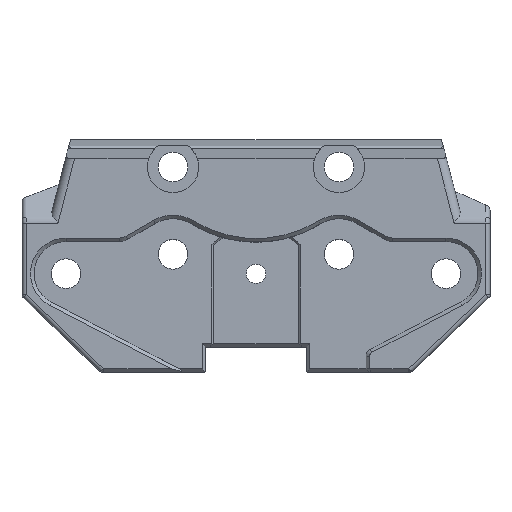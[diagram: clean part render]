
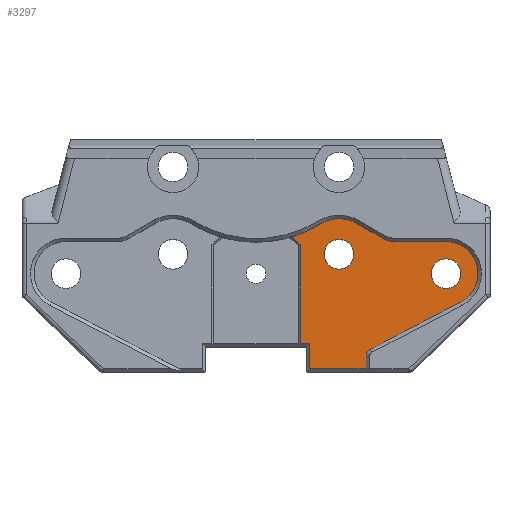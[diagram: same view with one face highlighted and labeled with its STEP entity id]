
A CAD part, top view. The second image highlights one B-rep face of the part: STEP entity #3297.
In plain terms, the highlighted planar face has unit normal (0, 0, 1).
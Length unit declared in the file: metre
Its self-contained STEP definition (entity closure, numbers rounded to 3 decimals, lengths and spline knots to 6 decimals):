
#155=CIRCLE('',#3517,0.0017);
#164=CIRCLE('',#3530,0.0017);
#168=CIRCLE('',#3566,0.0009);
#169=CIRCLE('',#3567,0.003675);
#170=CIRCLE('',#3568,0.002);
#171=CIRCLE('',#3569,0.004075);
#172=CIRCLE('',#3570,0.014033);
#173=CIRCLE('',#3571,0.007271);
#554=ORIENTED_EDGE('',*,*,#1302,.F.);
#555=ORIENTED_EDGE('',*,*,#1334,.T.);
#556=ORIENTED_EDGE('',*,*,#1385,.T.);
#557=ORIENTED_EDGE('',*,*,#1386,.T.);
#558=ORIENTED_EDGE('',*,*,#1387,.T.);
#559=ORIENTED_EDGE('',*,*,#1388,.T.);
#560=ORIENTED_EDGE('',*,*,#1389,.F.);
#561=ORIENTED_EDGE('',*,*,#1390,.F.);
#562=ORIENTED_EDGE('',*,*,#1391,.F.);
#563=ORIENTED_EDGE('',*,*,#1392,.T.);
#564=ORIENTED_EDGE('',*,*,#1393,.F.);
#565=ORIENTED_EDGE('',*,*,#1394,.T.);
#566=ORIENTED_EDGE('',*,*,#1395,.T.);
#567=ORIENTED_EDGE('',*,*,#1396,.T.);
#568=ORIENTED_EDGE('',*,*,#1397,.F.);
#569=ORIENTED_EDGE('',*,*,#1398,.T.);
#1302=EDGE_CURVE('',#1755,#1755,#155,.T.);
#1334=EDGE_CURVE('',#1786,#1786,#164,.T.);
#1385=EDGE_CURVE('',#1809,#1810,#2109,.T.);
#1386=EDGE_CURVE('',#1810,#1811,#2110,.T.);
#1387=EDGE_CURVE('',#1811,#1812,#2111,.T.);
#1388=EDGE_CURVE('',#1812,#1813,#2112,.T.);
#1389=EDGE_CURVE('',#1814,#1813,#2113,.T.);
#1390=EDGE_CURVE('',#1815,#1814,#168,.F.);
#1391=EDGE_CURVE('',#1816,#1815,#2114,.T.);
#1392=EDGE_CURVE('',#1816,#1817,#169,.F.);
#1393=EDGE_CURVE('',#1818,#1817,#2115,.T.);
#1394=EDGE_CURVE('',#1818,#1819,#170,.T.);
#1395=EDGE_CURVE('',#1819,#1820,#2116,.T.);
#1396=EDGE_CURVE('',#1820,#1821,#171,.F.);
#1397=EDGE_CURVE('',#1822,#1821,#172,.F.);
#1398=EDGE_CURVE('',#1822,#1809,#173,.T.);
#1755=VERTEX_POINT('',#5005);
#1786=VERTEX_POINT('',#5072);
#1809=VERTEX_POINT('',#5177);
#1810=VERTEX_POINT('',#5178);
#1811=VERTEX_POINT('',#5180);
#1812=VERTEX_POINT('',#5182);
#1813=VERTEX_POINT('',#5184);
#1814=VERTEX_POINT('',#5186);
#1815=VERTEX_POINT('',#5188);
#1816=VERTEX_POINT('',#5190);
#1817=VERTEX_POINT('',#5192);
#1818=VERTEX_POINT('',#5194);
#1819=VERTEX_POINT('',#5196);
#1820=VERTEX_POINT('',#5198);
#1821=VERTEX_POINT('',#5200);
#1822=VERTEX_POINT('',#5202);
#2109=LINE('',#5176,#2449);
#2110=LINE('',#5179,#2450);
#2111=LINE('',#5181,#2451);
#2112=LINE('',#5183,#2452);
#2113=LINE('',#5185,#2453);
#2114=LINE('',#5189,#2454);
#2115=LINE('',#5193,#2455);
#2116=LINE('',#5197,#2456);
#2449=VECTOR('',#4168,1.);
#2450=VECTOR('',#4169,1.);
#2451=VECTOR('',#4170,1.);
#2452=VECTOR('',#4171,1.);
#2453=VECTOR('',#4172,1.);
#2454=VECTOR('',#4175,1.);
#2455=VECTOR('',#4178,1.);
#2456=VECTOR('',#4181,1.);
#2718=EDGE_LOOP('',(#554));
#2719=EDGE_LOOP('',(#555));
#2720=EDGE_LOOP('',(#556,#557,#558,#559,#560,#561,#562,#563,#564,#565,#566,
#567,#568,#569));
#2947=FACE_BOUND('',#2718,.T.);
#2948=FACE_BOUND('',#2719,.T.);
#2949=FACE_BOUND('',#2720,.T.);
#3149=PLANE('',#3565);
#3297=ADVANCED_FACE('',(#2947,#2948,#2949),#3149,.T.);
#3517=AXIS2_PLACEMENT_3D('',#5004,#4001,#4002);
#3530=AXIS2_PLACEMENT_3D('',#5071,#4050,#4051);
#3565=AXIS2_PLACEMENT_3D('',#5175,#4166,#4167);
#3566=AXIS2_PLACEMENT_3D('',#5187,#4173,#4174);
#3567=AXIS2_PLACEMENT_3D('',#5191,#4176,#4177);
#3568=AXIS2_PLACEMENT_3D('',#5195,#4179,#4180);
#3569=AXIS2_PLACEMENT_3D('',#5199,#4182,#4183);
#3570=AXIS2_PLACEMENT_3D('',#5201,#4184,#4185);
#3571=AXIS2_PLACEMENT_3D('',#5203,#4186,#4187);
#4001=DIRECTION('',(0.,0.,1.));
#4002=DIRECTION('',(1.,0.,0.));
#4050=DIRECTION('',(0.,0.,-1.));
#4051=DIRECTION('',(0.,1.,0.));
#4166=DIRECTION('',(0.,0.,1.));
#4167=DIRECTION('',(-1.,0.,0.));
#4168=DIRECTION('',(0.,-1.,0.));
#4169=DIRECTION('',(1.,0.,0.));
#4170=DIRECTION('',(0.,-1.,0.));
#4171=DIRECTION('',(1.,0.,0.));
#4172=DIRECTION('',(0.,-1.,0.));
#4173=DIRECTION('',(0.,0.,-1.));
#4174=DIRECTION('',(0.,-1.,0.));
#4175=DIRECTION('',(-0.887,-0.463,0.));
#4176=DIRECTION('',(0.,0.,-1.));
#4177=DIRECTION('',(0.,-1.,0.));
#4178=DIRECTION('',(1.,0.,0.));
#4179=DIRECTION('',(0.,0.,-1.));
#4180=DIRECTION('',(0.,-1.,0.));
#4181=DIRECTION('',(-0.866,0.5,0.));
#4182=DIRECTION('',(0.,0.,-1.));
#4183=DIRECTION('',(0.,-1.,0.));
#4184=DIRECTION('',(0.,0.,-1.));
#4185=DIRECTION('',(0.,-1.,0.));
#4186=DIRECTION('',(0.,0.,-1.));
#4187=DIRECTION('',(0.,-1.,0.));
#5004=CARTESIAN_POINT('',(0.0095,0.002225,0.0042));
#5005=CARTESIAN_POINT('',(0.0112,0.002225,0.0042));
#5071=CARTESIAN_POINT('',(0.02175,0.000003,0.0042));
#5072=CARTESIAN_POINT('',(0.02175,0.001703,0.0042));
#5175=CARTESIAN_POINT('',(0.,0.007225,0.0042));
#5176=CARTESIAN_POINT('',(0.005071,-0.000781,0.0042));
#5177=CARTESIAN_POINT('',(0.005071,0.003336,0.0042));
#5178=CARTESIAN_POINT('',(0.005071,-0.007999,0.0042));
#5179=CARTESIAN_POINT('',(0.00575,-0.007999,0.0042));
#5180=CARTESIAN_POINT('',(0.00615,-0.007999,0.0042));
#5181=CARTESIAN_POINT('',(0.00615,0.007225,0.0042));
#5182=CARTESIAN_POINT('',(0.00615,-0.010903,0.0042));
#5183=CARTESIAN_POINT('',(0.0126,-0.010903,0.0042));
#5184=CARTESIAN_POINT('',(0.0126,-0.010903,0.0042));
#5185=CARTESIAN_POINT('',(0.0126,-0.013393,0.0042));
#5186=CARTESIAN_POINT('',(0.0126,-0.009465,0.0042));
#5187=CARTESIAN_POINT('',(0.0135,-0.009465,0.0042));
#5188=CARTESIAN_POINT('',(0.013084,-0.008667,0.0042));
#5189=CARTESIAN_POINT('',(0.018267,-0.005962,0.0042));
#5190=CARTESIAN_POINT('',(0.02345,-0.003258,0.0042));
#5191=CARTESIAN_POINT('',(0.02175,0.,0.0042));
#5192=CARTESIAN_POINT('',(0.02175,0.003675,0.0042));
#5193=CARTESIAN_POINT('',(0.018444,0.003675,0.0042));
#5194=CARTESIAN_POINT('',(0.015674,0.003675,0.0042));
#5195=CARTESIAN_POINT('',(0.015674,0.005675,0.0042));
#5196=CARTESIAN_POINT('',(0.014674,0.003943,0.0042));
#5197=CARTESIAN_POINT('',(0.013338,0.004715,0.0042));
#5198=CARTESIAN_POINT('',(0.011538,0.005754,0.0042));
#5199=CARTESIAN_POINT('',(0.0095,0.002225,0.0042));
#5200=CARTESIAN_POINT('',(0.007362,0.005694,0.0042));
#5201=CARTESIAN_POINT('',(0.,0.017641,0.0042));
#5202=CARTESIAN_POINT('',(0.004007,0.004192,0.0042));
#5203=CARTESIAN_POINT('',(0.,-0.001875,0.0042));
